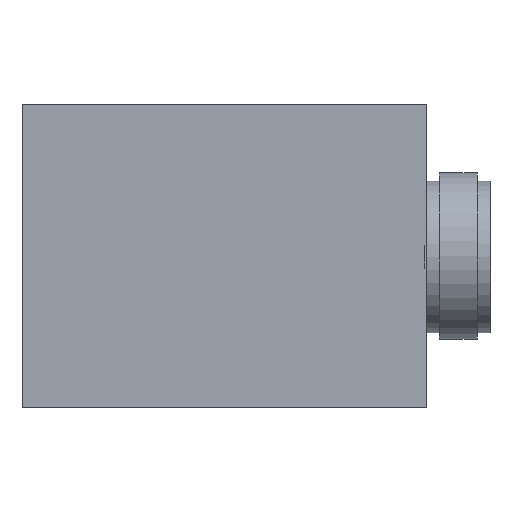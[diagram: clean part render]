
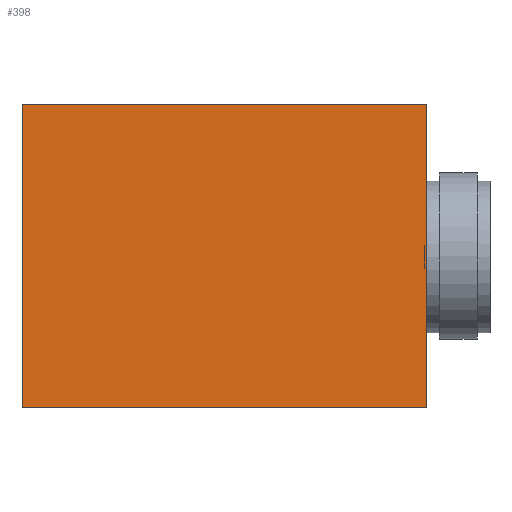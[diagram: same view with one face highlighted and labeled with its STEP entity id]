
A CAD part, top view. The second image highlights one B-rep face of the part: STEP entity #398.
In plain terms, the highlighted planar face has unit normal (0, 0, 1).
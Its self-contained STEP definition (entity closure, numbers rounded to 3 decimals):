
#38=PLANE('',#454);
#72=FACE_OUTER_BOUND('',#106,.T.);
#106=EDGE_LOOP('',(#317,#318,#319,#320));
#141=LINE('',#661,#166);
#144=LINE('',#667,#169);
#147=LINE('',#673,#172);
#150=LINE('',#677,#175);
#166=VECTOR('',#519,10.);
#169=VECTOR('',#524,10.);
#172=VECTOR('',#529,10.);
#175=VECTOR('',#534,10.);
#216=VERTEX_POINT('',#658);
#217=VERTEX_POINT('',#660);
#219=VERTEX_POINT('',#666);
#221=VERTEX_POINT('',#672);
#250=EDGE_CURVE('',#217,#216,#141,.T.);
#253=EDGE_CURVE('',#219,#217,#144,.T.);
#256=EDGE_CURVE('',#221,#219,#147,.T.);
#259=EDGE_CURVE('',#216,#221,#150,.T.);
#317=ORIENTED_EDGE('',*,*,#259,.T.);
#318=ORIENTED_EDGE('',*,*,#256,.T.);
#319=ORIENTED_EDGE('',*,*,#253,.T.);
#320=ORIENTED_EDGE('',*,*,#250,.T.);
#398=ADVANCED_FACE('',(#72),#38,.T.);
#454=AXIS2_PLACEMENT_3D('',#678,#535,#536);
#519=DIRECTION('',(1.,0.,0.));
#524=DIRECTION('',(0.,-1.,0.));
#529=DIRECTION('',(-1.,0.,0.));
#534=DIRECTION('',(0.,1.,0.));
#535=DIRECTION('center_axis',(0.,0.,1.));
#536=DIRECTION('ref_axis',(1.,0.,0.));
#658=CARTESIAN_POINT('',(8.,-6.,10.));
#660=CARTESIAN_POINT('',(-8.,-6.,10.));
#661=CARTESIAN_POINT('',(-8.,-6.,10.));
#666=CARTESIAN_POINT('',(-8.,6.,10.));
#667=CARTESIAN_POINT('',(-8.,6.,10.));
#672=CARTESIAN_POINT('',(8.,6.,10.));
#673=CARTESIAN_POINT('',(8.,6.,10.));
#677=CARTESIAN_POINT('',(8.,-6.,10.));
#678=CARTESIAN_POINT('Origin',(0.,0.,10.));
